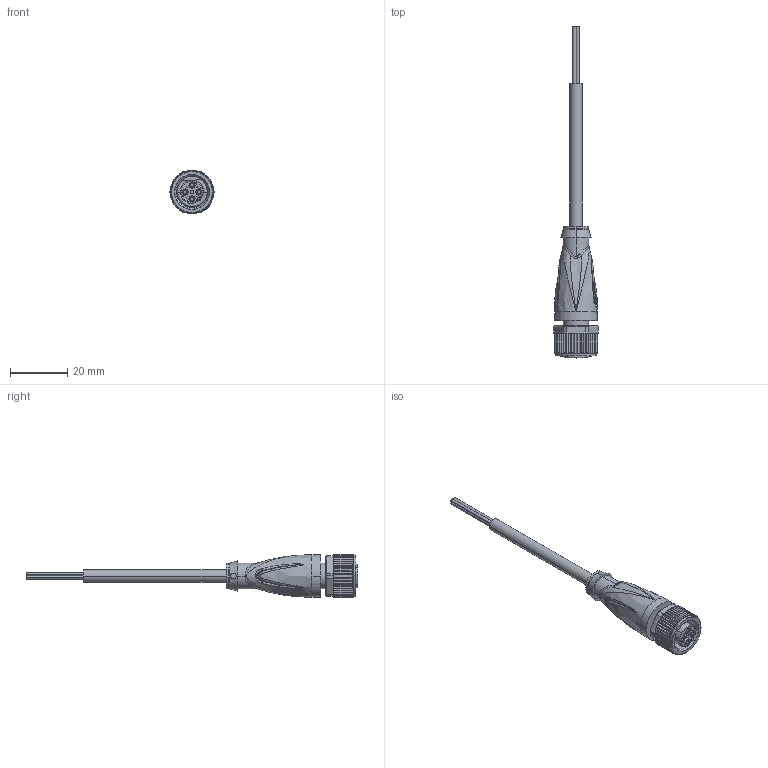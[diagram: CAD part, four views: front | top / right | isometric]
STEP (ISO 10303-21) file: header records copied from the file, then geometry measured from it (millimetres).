
FILE_DESCRIPTION(('STEP AP214'),'1');
FILE_NAME('cctmp_D0ABDB94-4EF3-4D9D-90E9-F3D3A0322951_2022_04_27_10_53_10_0256..stp','2022-04-27T08:53:14',('KiM GmbH'),('CADClick - www.CADClick.com'),'Spatial InterOp 3D postprocessed',' ','unknown authorization');
FILE_SCHEMA(('AUTOMOTIVE_DESIGN'));
Length unit declared in the file: millimetre
Products named in the file (7): T196178_1; Connection2; Cable; Connection1; Connection1_2; Connection1_1; T196178
Assembly tree (6 placements, depth 4):
  T196178
    T196178_1
      Connection2
      Cable
      Connection1
        Connection1_2
        Connection1_1
Bounding box: 15.4 x 116.1 x 15.37 mm (x, y, z)
Volume: 6503.5 mm3; surface area: 4971.8 mm2
Topology: 8 solids, 28 shells, 1077 faces, 2740 edges, 1719 vertices
Faces by surface type: plane 507, cylinder 229, torus 174, bspline 111, cone 56
Entity records: 48164 total; most frequent: CARTESIAN_POINT 19239, ORIENTED_EDGE 5412, DIRECTION 5202, EDGE_CURVE 2728, AXIS2_PLACEMENT_3D 1915, VERTEX_POINT 1719, LINE 1372, VECTOR 1372
